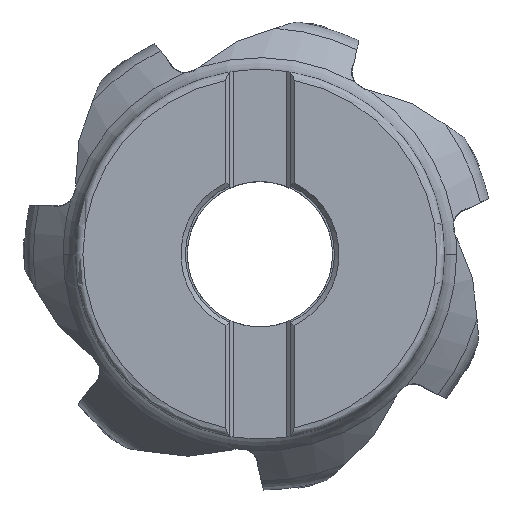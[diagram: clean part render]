
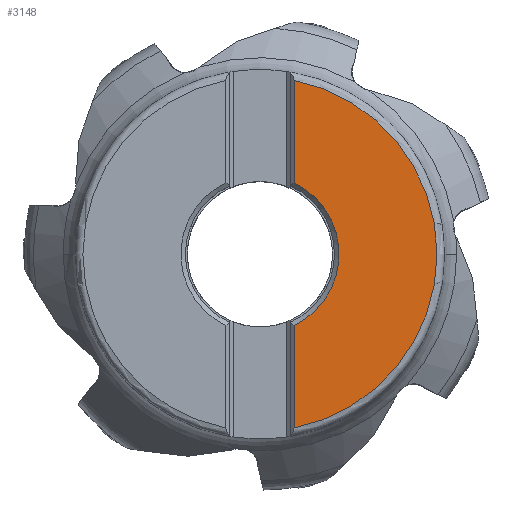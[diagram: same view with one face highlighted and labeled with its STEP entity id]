
A CAD part, top view. The second image highlights one B-rep face of the part: STEP entity #3148.
In plain terms, the highlighted planar face has unit normal (0, 0, 1).
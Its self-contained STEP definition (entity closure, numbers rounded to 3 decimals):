
#897=PLANE('',#18659);
#1296=LINE('',#29790,#2216);
#1297=LINE('',#29791,#2217);
#2216=VECTOR('',#20892,1.);
#2217=VECTOR('',#20893,1.);
#3148=ADVANCED_FACE('',(#4253),#897,.F.);
#4253=FACE_OUTER_BOUND('',#5258,.T.);
#5258=EDGE_LOOP('',(#7973,#7974,#7975,#7976));
#7973=ORIENTED_EDGE('',*,*,#15219,.T.);
#7974=ORIENTED_EDGE('',*,*,#15220,.T.);
#7975=ORIENTED_EDGE('',*,*,#15210,.T.);
#7976=ORIENTED_EDGE('',*,*,#15221,.T.);
#13288=VERTEX_POINT('',#29715);
#13289=VERTEX_POINT('',#29716);
#13296=VERTEX_POINT('',#29788);
#13297=VERTEX_POINT('',#29789);
#15210=EDGE_CURVE('',#13288,#13289,#17573,.T.);
#15219=EDGE_CURVE('',#13296,#13297,#17577,.T.);
#15220=EDGE_CURVE('',#13297,#13288,#1296,.T.);
#15221=EDGE_CURVE('',#13289,#13296,#1297,.T.);
#17573=CIRCLE('',#18652,46.419);
#17577=CIRCLE('',#18658,20.75);
#18652=AXIS2_PLACEMENT_3D('',#29714,#20877,#20878);
#18658=AXIS2_PLACEMENT_3D('',#29787,#20890,#20891);
#18659=AXIS2_PLACEMENT_3D('',#29792,#20894,#20895);
#20877=DIRECTION('',(0.,0.,1.));
#20878=DIRECTION('',(0.193,-0.981,0.));
#20890=DIRECTION('',(0.,0.,-1.));
#20891=DIRECTION('',(0.431,0.902,0.));
#20892=DIRECTION('',(0.,-1.,0.));
#20893=DIRECTION('',(0.,-1.,0.));
#20894=DIRECTION('',(0.,0.,-1.));
#20895=DIRECTION('',(-1.,0.,0.));
#29714=CARTESIAN_POINT('',(0.,0.,0.));
#29715=CARTESIAN_POINT('',(8.938,-45.55,0.));
#29716=CARTESIAN_POINT('',(8.938,45.55,0.));
#29787=CARTESIAN_POINT('',(0.,0.,0.));
#29788=CARTESIAN_POINT('',(8.938,18.727,0.));
#29789=CARTESIAN_POINT('',(8.938,-18.727,0.));
#29790=CARTESIAN_POINT('',(8.938,-18.727,0.));
#29791=CARTESIAN_POINT('',(8.938,45.55,0.));
#29792=CARTESIAN_POINT('',(0.,0.,0.));
